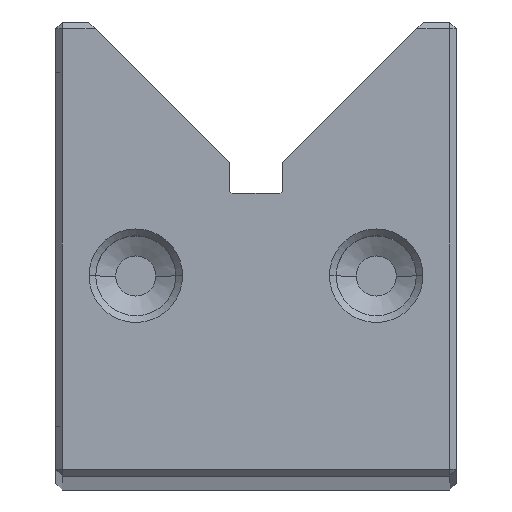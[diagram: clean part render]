
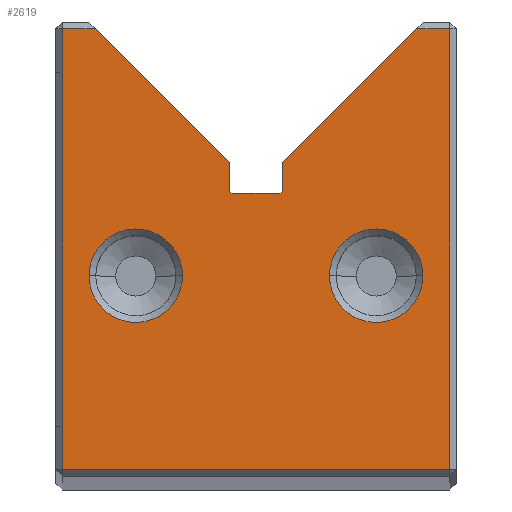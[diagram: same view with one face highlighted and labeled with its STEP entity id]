
A CAD part, top view. The second image highlights one B-rep face of the part: STEP entity #2619.
In plain terms, the highlighted planar face has unit normal (0, 0, 1).
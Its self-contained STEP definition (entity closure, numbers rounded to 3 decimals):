
#2619=ADVANCED_FACE('',(#3545,#3546,#3547),#2982,.F.);
#2982=PLANE('',#9370);
#3235=CIRCLE('',#9259,3.5);
#3237=CIRCLE('',#9262,3.5);
#3294=CIRCLE('',#9360,0.25);
#3295=CIRCLE('',#9363,0.25);
#3296=CIRCLE('',#9368,3.5);
#3297=CIRCLE('',#9369,3.5);
#3545=FACE_BOUND('',#3669,.T.);
#3546=FACE_BOUND('',#3670,.T.);
#3547=FACE_BOUND('',#3671,.T.);
#3669=EDGE_LOOP('',(#4523,#4524));
#3670=EDGE_LOOP('',(#4525,#4526));
#3671=EDGE_LOOP('',(#4527,#4528,#4529,#4530,#4531,#4532,#4533,#4534,#4535,
#4536,#4537,#4538));
#4523=ORIENTED_EDGE('',*,*,#7009,.T.);
#4524=ORIENTED_EDGE('',*,*,#7166,.T.);
#4525=ORIENTED_EDGE('',*,*,#7005,.T.);
#4526=ORIENTED_EDGE('',*,*,#7167,.T.);
#4527=ORIENTED_EDGE('',*,*,#7168,.T.);
#4528=ORIENTED_EDGE('',*,*,#7169,.T.);
#4529=ORIENTED_EDGE('',*,*,#7161,.T.);
#4530=ORIENTED_EDGE('',*,*,#7157,.T.);
#4531=ORIENTED_EDGE('',*,*,#7155,.T.);
#4532=ORIENTED_EDGE('',*,*,#7153,.T.);
#4533=ORIENTED_EDGE('',*,*,#7151,.T.);
#4534=ORIENTED_EDGE('',*,*,#7149,.T.);
#4535=ORIENTED_EDGE('',*,*,#7147,.T.);
#4536=ORIENTED_EDGE('',*,*,#7170,.T.);
#4537=ORIENTED_EDGE('',*,*,#7171,.T.);
#4538=ORIENTED_EDGE('',*,*,#7172,.T.);
#6341=VERTEX_POINT('',#12012);
#6342=VERTEX_POINT('',#12014);
#6345=VERTEX_POINT('',#12021);
#6346=VERTEX_POINT('',#12023);
#6439=VERTEX_POINT('',#12292);
#6440=VERTEX_POINT('',#12294);
#6441=VERTEX_POINT('',#12298);
#6442=VERTEX_POINT('',#12302);
#6443=VERTEX_POINT('',#12306);
#6444=VERTEX_POINT('',#12310);
#6445=VERTEX_POINT('',#12314);
#6448=VERTEX_POINT('',#12322);
#6451=VERTEX_POINT('',#12334);
#6452=VERTEX_POINT('',#12335);
#6453=VERTEX_POINT('',#12338);
#6454=VERTEX_POINT('',#12340);
#7005=EDGE_CURVE('',#6342,#6341,#3235,.T.);
#7009=EDGE_CURVE('',#6346,#6345,#3237,.T.);
#7147=EDGE_CURVE('',#6440,#6439,#8013,.T.);
#7149=EDGE_CURVE('',#6441,#6440,#8015,.T.);
#7151=EDGE_CURVE('',#6442,#6441,#3294,.T.);
#7153=EDGE_CURVE('',#6443,#6442,#8018,.T.);
#7155=EDGE_CURVE('',#6444,#6443,#3295,.T.);
#7157=EDGE_CURVE('',#6445,#6444,#8021,.T.);
#7161=EDGE_CURVE('',#6448,#6445,#8025,.T.);
#7166=EDGE_CURVE('',#6345,#6346,#3296,.T.);
#7167=EDGE_CURVE('',#6341,#6342,#3297,.T.);
#7168=EDGE_CURVE('',#6451,#6452,#8030,.T.);
#7169=EDGE_CURVE('',#6452,#6448,#8031,.T.);
#7170=EDGE_CURVE('',#6439,#6453,#8032,.T.);
#7171=EDGE_CURVE('',#6453,#6454,#8033,.T.);
#7172=EDGE_CURVE('',#6454,#6451,#8034,.T.);
#8013=LINE('',#12293,#8747);
#8015=LINE('',#12297,#8749);
#8018=LINE('',#12305,#8752);
#8021=LINE('',#12313,#8755);
#8025=LINE('',#12321,#8759);
#8030=LINE('',#12333,#8764);
#8031=LINE('',#12336,#8765);
#8032=LINE('',#12337,#8766);
#8033=LINE('',#12339,#8767);
#8034=LINE('',#12341,#8768);
#8747=VECTOR('',#10163,1.);
#8749=VECTOR('',#10167,1.);
#8752=VECTOR('',#10176,1.);
#8755=VECTOR('',#10185,1.);
#8759=VECTOR('',#10191,1.);
#8764=VECTOR('',#10204,1.);
#8765=VECTOR('',#10205,1.);
#8766=VECTOR('',#10206,1.);
#8767=VECTOR('',#10207,1.);
#8768=VECTOR('',#10208,1.);
#9259=AXIS2_PLACEMENT_3D('',#12013,#9882,#9883);
#9262=AXIS2_PLACEMENT_3D('',#12022,#9890,#9891);
#9360=AXIS2_PLACEMENT_3D('',#12301,#10171,#10172);
#9363=AXIS2_PLACEMENT_3D('',#12309,#10180,#10181);
#9368=AXIS2_PLACEMENT_3D('',#12331,#10200,#10201);
#9369=AXIS2_PLACEMENT_3D('',#12332,#10202,#10203);
#9370=AXIS2_PLACEMENT_3D('',#12342,#10209,#10210);
#9882=DIRECTION('',(0.,0.,-1.));
#9883=DIRECTION('',(-1.,0.,0.));
#9890=DIRECTION('',(0.,0.,-1.));
#9891=DIRECTION('',(-1.,0.,0.));
#10163=DIRECTION('',(-0.707,0.707,0.));
#10167=DIRECTION('',(0.,1.,0.));
#10171=DIRECTION('',(0.,0.,-1.));
#10172=DIRECTION('',(1.,0.,0.));
#10176=DIRECTION('',(-1.,0.,0.));
#10180=DIRECTION('',(0.,0.,-1.));
#10181=DIRECTION('',(-1.,0.,0.));
#10185=DIRECTION('',(0.,-1.,0.));
#10191=DIRECTION('',(-0.707,-0.707,0.));
#10200=DIRECTION('',(0.,0.,-1.));
#10201=DIRECTION('',(-1.,0.,0.));
#10202=DIRECTION('',(0.,0.,-1.));
#10203=DIRECTION('',(-1.,0.,0.));
#10204=DIRECTION('',(0.,1.,0.));
#10205=DIRECTION('',(-1.,0.,0.));
#10206=DIRECTION('',(-1.,0.,0.));
#10207=DIRECTION('',(0.,-1.,0.));
#10208=DIRECTION('',(1.,0.,0.));
#10209=DIRECTION('',(0.,0.,-1.));
#10210=DIRECTION('',(-1.,0.,0.));
#12012=CARTESIAN_POINT('',(-12.5,15.,0.));
#12013=CARTESIAN_POINT('',(-9.,15.,0.));
#12014=CARTESIAN_POINT('',(-5.5,15.,0.));
#12021=CARTESIAN_POINT('',(5.5,15.,0.));
#12022=CARTESIAN_POINT('',(9.,15.,0.));
#12023=CARTESIAN_POINT('',(12.5,15.,0.));
#12292=CARTESIAN_POINT('',(-12.036,33.5,0.));
#12293=CARTESIAN_POINT('',(-12.536,34.,0.));
#12294=CARTESIAN_POINT('',(-2.,23.464,0.));
#12297=CARTESIAN_POINT('',(-2.,23.464,0.));
#12298=CARTESIAN_POINT('',(-2.,21.414,0.));
#12301=CARTESIAN_POINT('',(-1.75,21.414,0.));
#12302=CARTESIAN_POINT('',(-1.75,21.164,0.));
#12305=CARTESIAN_POINT('',(1.75,21.164,0.));
#12306=CARTESIAN_POINT('',(1.75,21.164,0.));
#12309=CARTESIAN_POINT('',(1.75,21.414,0.));
#12310=CARTESIAN_POINT('',(2.,21.414,0.));
#12313=CARTESIAN_POINT('',(2.,23.464,0.));
#12314=CARTESIAN_POINT('',(2.,23.464,0.));
#12321=CARTESIAN_POINT('',(12.536,34.,0.));
#12322=CARTESIAN_POINT('',(12.036,33.5,0.));
#12331=CARTESIAN_POINT('',(9.,15.,0.));
#12332=CARTESIAN_POINT('',(-9.,15.,0.));
#12333=CARTESIAN_POINT('',(14.5,34.,0.));
#12334=CARTESIAN_POINT('',(14.5,0.5,0.));
#12335=CARTESIAN_POINT('',(14.5,33.5,0.));
#12336=CARTESIAN_POINT('',(12.536,33.5,0.));
#12337=CARTESIAN_POINT('',(-15.,33.5,0.));
#12338=CARTESIAN_POINT('',(-14.5,33.5,0.));
#12339=CARTESIAN_POINT('',(-14.5,0.,0.));
#12340=CARTESIAN_POINT('',(-14.5,0.5,0.));
#12341=CARTESIAN_POINT('',(15.,0.5,0.));
#12342=CARTESIAN_POINT('',(1.75,21.414,0.));
